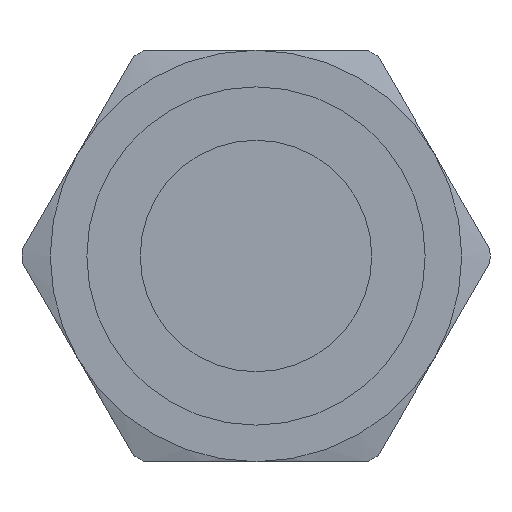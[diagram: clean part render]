
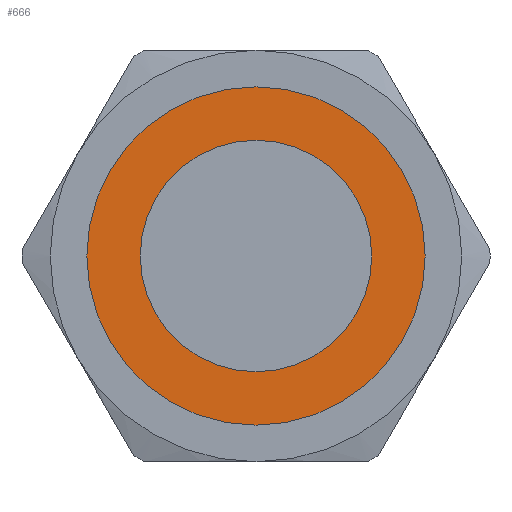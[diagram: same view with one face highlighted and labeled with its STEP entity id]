
A CAD part, front view. The second image highlights one B-rep face of the part: STEP entity #666.
In plain terms, the highlighted planar face has unit normal (0, -1, 0).
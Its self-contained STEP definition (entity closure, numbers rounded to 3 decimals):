
#17=FACE_BOUND('',#194,.T.);
#102=PLANE('',#749);
#144=FACE_OUTER_BOUND('',#193,.T.);
#193=EDGE_LOOP('',(#590));
#194=EDGE_LOOP('',(#591));
#241=CIRCLE('',#748,4.5);
#242=CIRCLE('',#750,6.579);
#328=VERTEX_POINT('',#1198);
#329=VERTEX_POINT('',#1201);
#421=EDGE_CURVE('',#328,#328,#241,.T.);
#422=EDGE_CURVE('',#329,#329,#242,.T.);
#590=ORIENTED_EDGE('',*,*,#422,.F.);
#591=ORIENTED_EDGE('',*,*,#421,.T.);
#666=ADVANCED_FACE('',(#144,#17),#102,.T.);
#748=AXIS2_PLACEMENT_3D('',#1199,#932,#933);
#749=AXIS2_PLACEMENT_3D('',#1200,#934,#935);
#750=AXIS2_PLACEMENT_3D('',#1202,#936,#937);
#932=DIRECTION('center_axis',(0.,1.,0.));
#933=DIRECTION('ref_axis',(1.,0.,0.));
#934=DIRECTION('center_axis',(0.,-1.,0.));
#935=DIRECTION('ref_axis',(0.,0.,-1.));
#936=DIRECTION('center_axis',(0.,1.,0.));
#937=DIRECTION('ref_axis',(1.,0.,0.));
#1198=CARTESIAN_POINT('',(-4.5,0.,0.));
#1199=CARTESIAN_POINT('Origin',(0.,0.,0.));
#1200=CARTESIAN_POINT('Origin',(-6.579,0.,0.));
#1201=CARTESIAN_POINT('',(-6.579,0.,0.));
#1202=CARTESIAN_POINT('Origin',(0.,0.,0.));
